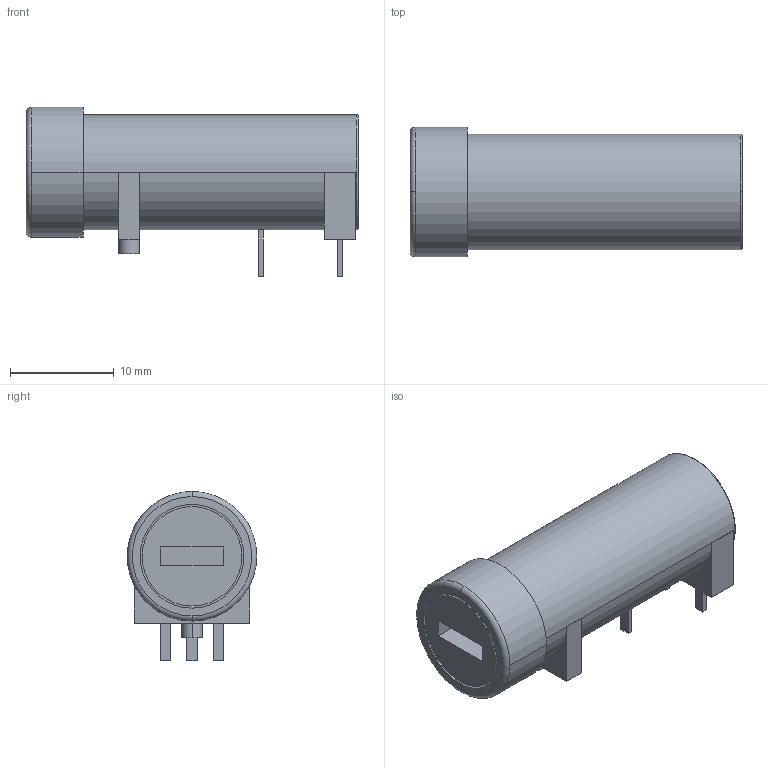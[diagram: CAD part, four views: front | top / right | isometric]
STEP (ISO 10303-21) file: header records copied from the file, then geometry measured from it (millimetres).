
FILE_DESCRIPTION((''),'2;1');
FILE_NAME('FUSH_SCHURTER_3101.0050.stp','2009-03-12T08:21:33',(''),(''),'Mechanical Desktop 2006','Mechanical Desktop 2006',', , ');
FILE_SCHEMA(('AUTOMOTIVE_DESIGN { 1 2 10303 214 0 1 1 1 }'));
Length unit declared in the file: millimetre
Products named in the file (1): Product
Bounding box: 32 x 12.5 x 16.3 mm (x, y, z)
Volume: 3199.4 mm3; surface area: 2234.5 mm2
Topology: 9 solids, 9 shells, 59 faces, 122 edges, 82 vertices
Faces by surface type: plane 41, cylinder 14, torus 4
Entity records: 1622 total; most frequent: DIRECTION 284, CARTESIAN_POINT 264, ORIENTED_EDGE 244, EDGE_CURVE 122, AXIS2_PLACEMENT_3D 102, VERTEX_POINT 82, VECTOR 80, LINE 80
